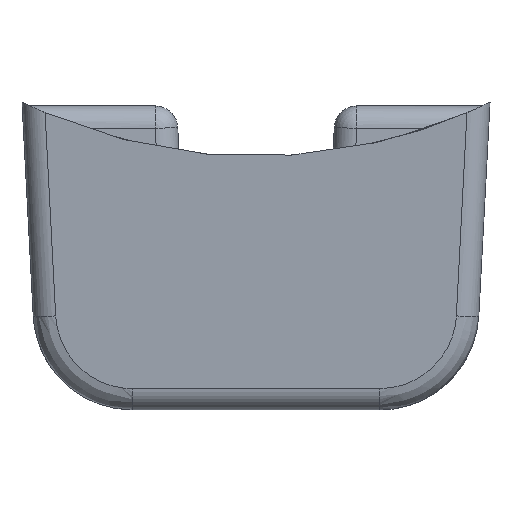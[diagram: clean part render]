
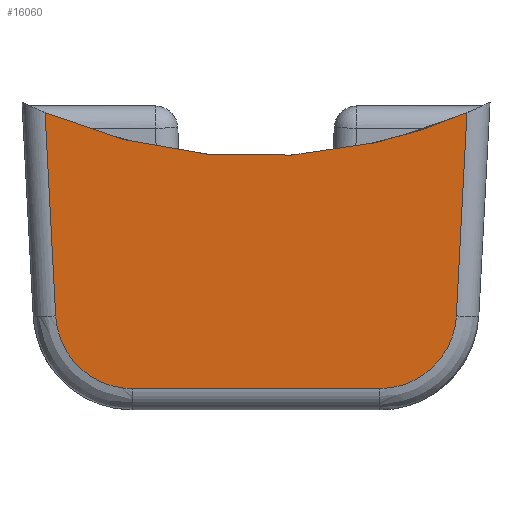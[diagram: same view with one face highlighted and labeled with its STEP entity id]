
A CAD part, front view. The second image highlights one B-rep face of the part: STEP entity #16060.
In plain terms, the highlighted planar face has unit normal (0, -0.999, -0.052).
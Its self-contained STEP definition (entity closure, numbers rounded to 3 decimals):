
#120 = DIRECTION ( 'NONE',  ( 0., -0.999, -0.052 ) ) ;
#627 = CARTESIAN_POINT ( 'NONE',  ( 14.89, -27.774, -8.022 ) ) ;
#721 = CARTESIAN_POINT ( 'NONE',  ( -14.89, -27.774, -8.022 ) ) ;
#1357 = FACE_OUTER_BOUND ( 'NONE', #7208, .T. ) ;
#1431 =( BOUNDED_CURVE ( )  B_SPLINE_CURVE ( 3, ( #16875, #14970, #4841, #8220 ),
 .UNSPECIFIED., .F., .T. ) 
 B_SPLINE_CURVE_WITH_KNOTS ( ( 4, 4 ),
 ( 1.623, 3.142 ),
 .UNSPECIFIED. ) 
 CURVE ( )  GEOMETRIC_REPRESENTATION_ITEM ( )  RATIONAL_B_SPLINE_CURVE ( ( 1., 0.817, 0.817, 1. ) ) 
 REPRESENTATION_ITEM ( '' )  );
#1637 = CARTESIAN_POINT ( 'NONE',  ( -14.89, -27.774, -8.022 ) ) ;
#2790 = CARTESIAN_POINT ( 'NONE',  ( 14.138, -27.023, -22.366 ) ) ;
#3136 = VERTEX_POINT ( 'NONE', #11159 ) ;
#3404 = EDGE_CURVE ( 'NONE', #10227, #13402, #1431, .T. ) ;
#3534 = LINE ( 'NONE', #17491, #14786 ) ;
#3538 = DIRECTION ( 'NONE',  ( 0.052, -0.052, 0.997 ) ) ;
#3884 = LINE ( 'NONE', #14447, #4455 ) ;
#3976 =( BOUNDED_CURVE ( )  B_SPLINE_CURVE ( 3, ( #1637, #8180, #9874, #6587 ),
 .UNSPECIFIED., .F., .F. ) 
 B_SPLINE_CURVE_WITH_KNOTS ( ( 4, 4 ),
 ( 5.875, 6.691 ),
 .UNSPECIFIED. ) 
 CURVE ( )  GEOMETRIC_REPRESENTATION_ITEM ( )  RATIONAL_B_SPLINE_CURVE ( ( 1., 0.945, 0.945, 1. ) ) 
 REPRESENTATION_ITEM ( '' )  );
#4096 = DIRECTION ( 'NONE',  ( 0.052, 0.052, -0.997 ) ) ;
#4455 = VECTOR ( 'NONE', #4096, 1000. ) ;
#4841 = CARTESIAN_POINT ( 'NONE',  ( -11.774, -26.754, -27.496 ) ) ;
#4947 = CARTESIAN_POINT ( 'NONE',  ( 13.979, -26.864, -25.403 ) ) ;
#5021 = ORIENTED_EDGE ( 'NONE', *, *, #19402, .T. ) ;
#5553 = DIRECTION ( 'NONE',  ( 1., 0., 0. ) ) ;
#6441 = EDGE_CURVE ( 'NONE', #17106, #10227, #3884, .T. ) ;
#6570 = LINE ( 'NONE', #20661, #18068 ) ;
#6587 = CARTESIAN_POINT ( 'NONE',  ( 14.89, -27.774, -8.022 ) ) ;
#7208 = EDGE_LOOP ( 'NONE', ( #5021, #18298, #19552, #20180, #22284, #13663 ) ) ;
#8180 = CARTESIAN_POINT ( 'NONE',  ( -5.25, -27.556, -12.185 ) ) ;
#8220 = CARTESIAN_POINT ( 'NONE',  ( -8.733, -26.754, -27.496 ) ) ;
#8342 = DIRECTION ( 'NONE',  ( 0., 0.052, -0.999 ) ) ;
#8469 =( BOUNDED_CURVE ( )  B_SPLINE_CURVE ( 3, ( #17095, #11691, #4947, #15175 ),
 .UNSPECIFIED., .F., .F. ) 
 B_SPLINE_CURVE_WITH_KNOTS ( ( 4, 4 ),
 ( 3.142, 4.66 ),
 .UNSPECIFIED. ) 
 CURVE ( )  GEOMETRIC_REPRESENTATION_ITEM ( )  RATIONAL_B_SPLINE_CURVE ( ( 1., 0.817, 0.817, 1. ) ) 
 REPRESENTATION_ITEM ( '' )  );
#9274 = EDGE_CURVE ( 'NONE', #13402, #3136, #3534, .T. ) ;
#9578 = VERTEX_POINT ( 'NONE', #2790 ) ;
#9874 = CARTESIAN_POINT ( 'NONE',  ( 5.25, -27.556, -12.185 ) ) ;
#10227 = VERTEX_POINT ( 'NONE', #22143 ) ;
#10342 = VERTEX_POINT ( 'NONE', #627 ) ;
#10369 = CARTESIAN_POINT ( 'NONE',  ( 16.896, -28.195, 0. ) ) ;
#11159 = CARTESIAN_POINT ( 'NONE',  ( 8.733, -26.754, -27.496 ) ) ;
#11691 = CARTESIAN_POINT ( 'NONE',  ( 11.774, -26.754, -27.496 ) ) ;
#11738 = CARTESIAN_POINT ( 'NONE',  ( -8.733, -26.754, -27.496 ) ) ;
#12021 = EDGE_CURVE ( 'NONE', #9578, #10342, #6570, .T. ) ;
#13402 = VERTEX_POINT ( 'NONE', #11738 ) ;
#13663 = ORIENTED_EDGE ( 'NONE', *, *, #9274, .T. ) ;
#14447 = CARTESIAN_POINT ( 'NONE',  ( -14.143, -27.027, -22.284 ) ) ;
#14786 = VECTOR ( 'NONE', #5553, 1000. ) ;
#14970 = CARTESIAN_POINT ( 'NONE',  ( -13.979, -26.864, -25.403 ) ) ;
#15175 = CARTESIAN_POINT ( 'NONE',  ( 14.138, -27.023, -22.366 ) ) ;
#16060 = ADVANCED_FACE ( 'NONE', ( #1357 ), #19855, .T. ) ;
#16841 = EDGE_CURVE ( 'NONE', #17106, #10342, #3976, .T. ) ;
#16875 = CARTESIAN_POINT ( 'NONE',  ( -14.138, -27.023, -22.366 ) ) ;
#17095 = CARTESIAN_POINT ( 'NONE',  ( 8.733, -26.754, -27.496 ) ) ;
#17106 = VERTEX_POINT ( 'NONE', #721 ) ;
#17491 = CARTESIAN_POINT ( 'NONE',  ( 8.733, -26.754, -27.496 ) ) ;
#18068 = VECTOR ( 'NONE', #3538, 1000. ) ;
#18298 = ORIENTED_EDGE ( 'NONE', *, *, #12021, .T. ) ;
#18529 = AXIS2_PLACEMENT_3D ( 'NONE', #10369, #120, #8342 ) ;
#19402 = EDGE_CURVE ( 'NONE', #3136, #9578, #8469, .T. ) ;
#19552 = ORIENTED_EDGE ( 'NONE', *, *, #16841, .F. ) ;
#19855 = PLANE ( 'NONE',  #18529 ) ;
#20180 = ORIENTED_EDGE ( 'NONE', *, *, #6441, .T. ) ;
#20661 = CARTESIAN_POINT ( 'NONE',  ( 14.933, -27.818, -7.191 ) ) ;
#22143 = CARTESIAN_POINT ( 'NONE',  ( -14.138, -27.023, -22.366 ) ) ;
#22284 = ORIENTED_EDGE ( 'NONE', *, *, #3404, .T. ) ;
